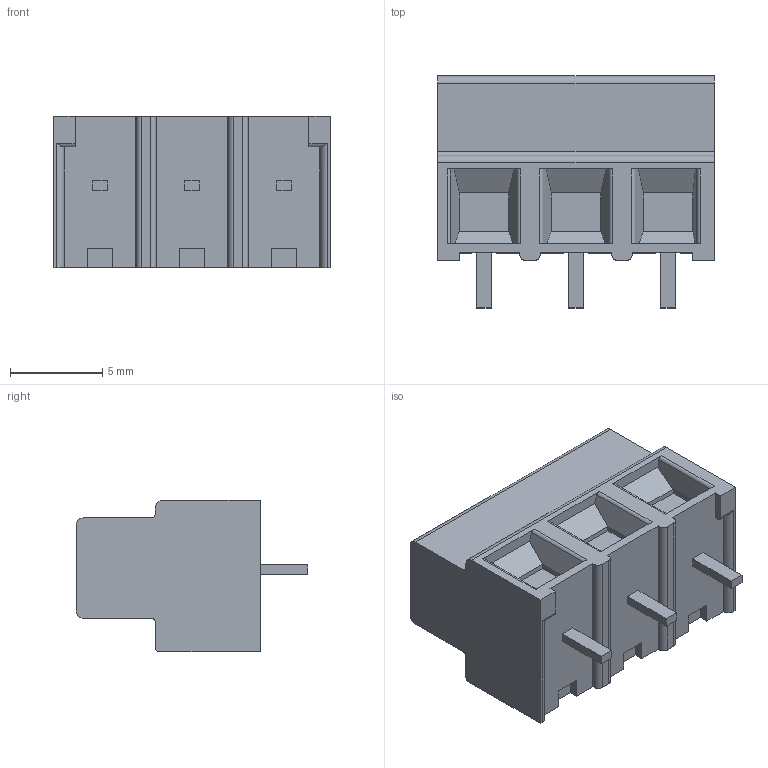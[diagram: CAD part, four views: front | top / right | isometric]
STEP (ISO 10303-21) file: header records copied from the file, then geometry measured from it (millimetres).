
FILE_DESCRIPTION((''),'2;1');
FILE_NAME('C-1776118-3','2018-03-26T',('workeradm'),('TE Connectivity Ltd.'),'CREO PARAMETRIC BY PTC INC, 2016050','CREO PARAMETRIC BY PTC INC, 2016050','');
FILE_SCHEMA(('AUTOMOTIVE_DESIGN { 1 0 10303 214 1 1 1 1 }'));
Length unit declared in the file: millimetre
Products named in the file (1): C-1776118-3
Bounding box: 15 x 12.59 x 8.2 mm (x, y, z)
Volume: 899.1 mm3; surface area: 877 mm2
Topology: 1 solids, 1 shells, 227 faces, 624 edges, 408 vertices
Faces by surface type: plane 171, cylinder 56
Entity records: 7598 total; most frequent: CARTESIAN_POINT 1707, ORIENTED_EDGE 1248, DIRECTION 1102, EDGE_CURVE 624, VECTOR 452, LINE 452, VERTEX_POINT 408, AXIS2_PLACEMENT_3D 325
